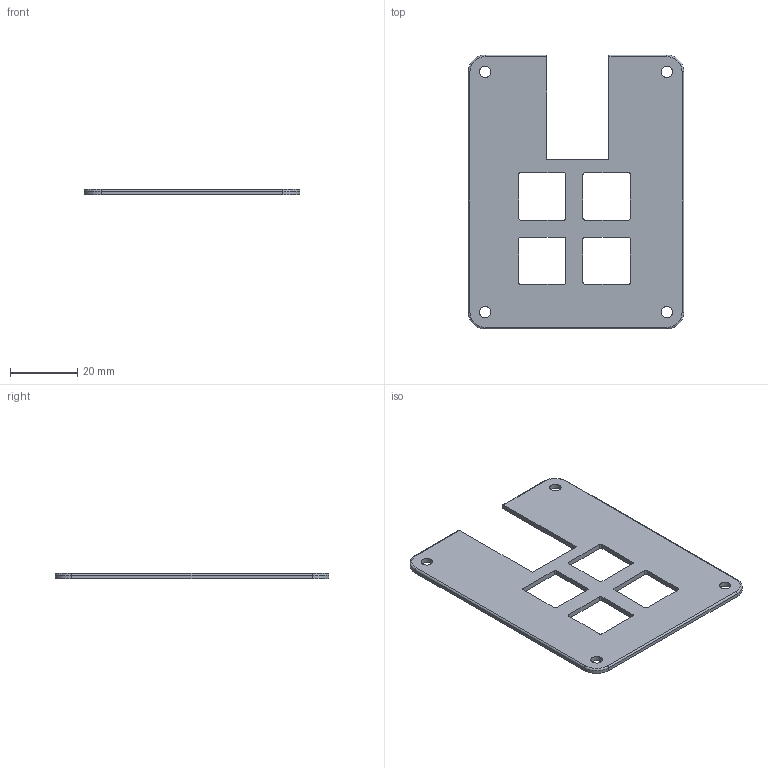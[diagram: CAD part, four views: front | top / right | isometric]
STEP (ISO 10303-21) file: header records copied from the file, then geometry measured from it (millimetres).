
FILE_DESCRIPTION(/* description */ (''),/* implementation_level */ '2;1');
FILE_NAME(/* name */ 'MacropadPlate.step',/* time_stamp */ '2026-01-02T20:45:13-06:00',/* author */ (''),/* organization */ (''),/* preprocessor_version */ 'ST-DEVELOPER v20.1',/* originating_system */ 'Autodesk Translation Framework v14.21.0.0',/* authorisation */ '');
FILE_SCHEMA (('AUTOMOTIVE_DESIGN { 1 0 10303 214 3 1 1 }'));
Length unit declared in the file: millimetre
Products named in the file (1): 2026-01-02-02-59-47-790
Bounding box: 64 x 81.3 x 1.5 mm (x, y, z)
Volume: 5667.3 mm3; surface area: 8452.5 mm2
Topology: 1 solids, 1 shells, 469 faces, 1327 edges, 882 vertices
Faces by surface type: bspline 283, plane 153, cylinder 29, torus 4
Full cylindrical faces by diameter (mm): 3.4 x4
Entity records: 17814 total; most frequent: CARTESIAN_POINT 7490, ORIENTED_EDGE 2654, EDGE_CURVE 1327, DIRECTION 1197, VERTEX_POINT 882, LINE 699, VECTOR 699, B_SPLINE_CURVE_WITH_KNOTS 566
